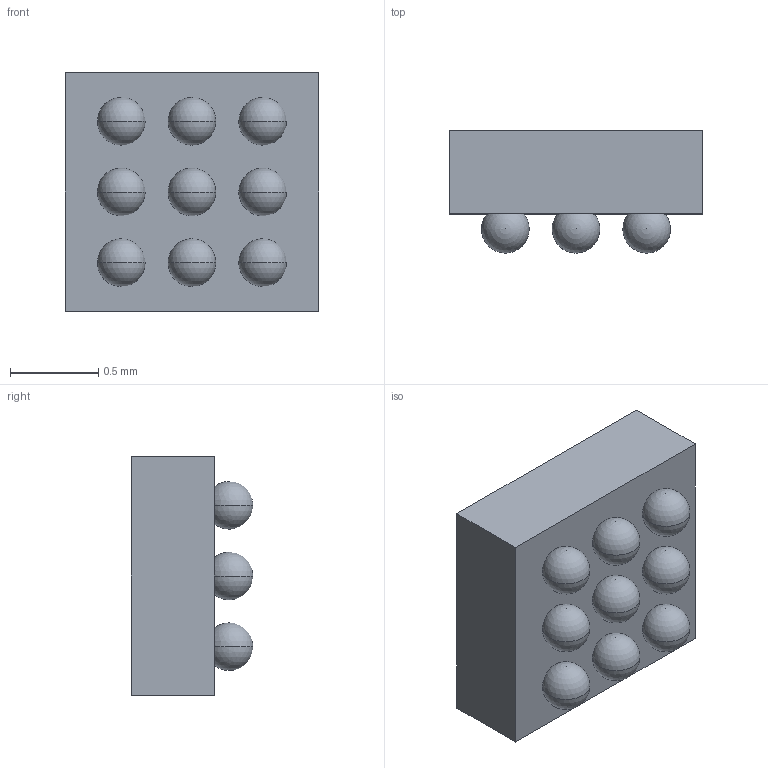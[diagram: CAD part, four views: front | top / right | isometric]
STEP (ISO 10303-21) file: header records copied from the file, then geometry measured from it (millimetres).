
FILE_DESCRIPTION (( 'STEP AP214' ), '1' );
FILE_NAME ('MAX98357AEWL+T.STEP', '2025-07-04T03:31:35', ( '' ), ( '' ), 'SwSTEP 2.0', 'SolidWorks 2021', '' );
FILE_SCHEMA (( 'AUTOMOTIVE_DESIGN' ));
Length unit declared in the file: millimetre
Products named in the file (1): MAX98357AEWL+T
Bounding box: 1.44 x 0.69 x 1.35 mm (x, y, z)
Volume: 1 mm3; surface area: 8.6 mm2
Topology: 11 solids, 11 shells, 60 faces, 165 edges, 110 vertices
Faces by surface type: plane 42, sphere 18
Entity records: 1696 total; most frequent: DIRECTION 278, CARTESIAN_POINT 264, ORIENTED_EDGE 240, EDGE_CURVE 120, AXIS2_PLACEMENT_3D 97, VECTOR 84, LINE 84, VERTEX_POINT 83
